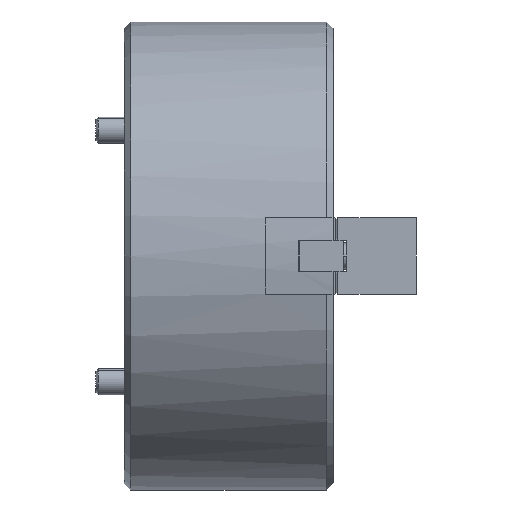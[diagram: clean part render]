
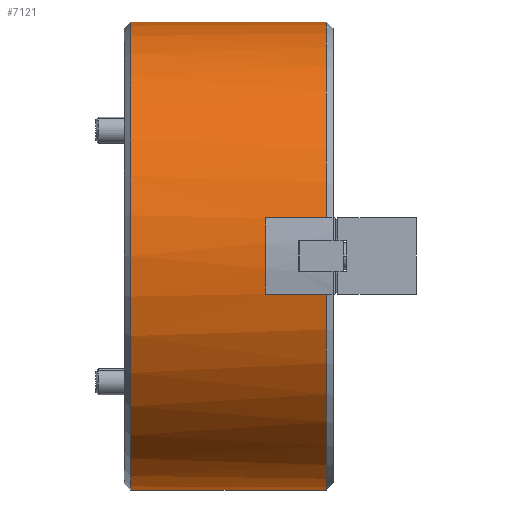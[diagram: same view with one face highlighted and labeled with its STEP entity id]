
A CAD part, front view. The second image highlights one B-rep face of the part: STEP entity #7121.
In plain terms, the highlighted cylindrical face has radius 107.5 mm (diameter 215 mm), a partial arc.
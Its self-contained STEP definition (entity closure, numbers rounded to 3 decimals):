
#220 = CARTESIAN_POINT ( 'NONE',  ( -3., 0., 0. ) ) ;
#517 = LINE ( 'NONE', #14260, #30450 ) ;
#594 = DIRECTION ( 'NONE',  ( 1., 0., 0. ) ) ;
#820 = VERTEX_POINT ( 'NONE', #3566 ) ;
#846 = DIRECTION ( 'NONE',  ( 0., 0., -1. ) ) ;
#889 = AXIS2_PLACEMENT_3D ( 'NONE', #25173, #16112, #846 ) ;
#1936 = DIRECTION ( 'NONE',  ( 0., 0., -1. ) ) ;
#1969 = CARTESIAN_POINT ( 'NONE',  ( -93., 0., -107.5 ) ) ;
#2215 = DIRECTION ( 'NONE',  ( 0., 0., -1. ) ) ;
#2446 = ORIENTED_EDGE ( 'NONE', *, *, #28903, .F. ) ;
#3140 = DIRECTION ( 'NONE',  ( 0., 0., -1. ) ) ;
#3371 = VECTOR ( 'NONE', #29840, 1000. ) ;
#3566 = CARTESIAN_POINT ( 'NONE',  ( -31., -106.066, -17.5 ) ) ;
#3718 = CARTESIAN_POINT ( 'NONE',  ( 0., 0., -107.5 ) ) ;
#4129 = ORIENTED_EDGE ( 'NONE', *, *, #9381, .T. ) ;
#4405 = ORIENTED_EDGE ( 'NONE', *, *, #23916, .T. ) ;
#4591 = VECTOR ( 'NONE', #26432, 1000. ) ;
#5504 = LINE ( 'NONE', #9086, #4591 ) ;
#6622 = ORIENTED_EDGE ( 'NONE', *, *, #27617, .T. ) ;
#6961 = AXIS2_PLACEMENT_3D ( 'NONE', #36919, #19604, #2215 ) ;
#7121 = ADVANCED_FACE ( 'NONE', ( #28515 ), #13130, .T. ) ;
#9086 = CARTESIAN_POINT ( 'NONE',  ( 0., -106.066, 17.5 ) ) ;
#9381 = EDGE_CURVE ( 'NONE', #9511, #24280, #20626, .T. ) ;
#9511 = VERTEX_POINT ( 'NONE', #16785 ) ;
#10715 = DIRECTION ( 'NONE',  ( 1., 0., 0. ) ) ;
#11099 = LINE ( 'NONE', #3718, #3371 ) ;
#12177 = CARTESIAN_POINT ( 'NONE',  ( 0., 0., 107.5 ) ) ;
#12225 = VERTEX_POINT ( 'NONE', #31928 ) ;
#13130 = CYLINDRICAL_SURFACE ( 'NONE', #889, 107.5 ) ;
#13900 = CIRCLE ( 'NONE', #6961, 107.5 ) ;
#14024 = ORIENTED_EDGE ( 'NONE', *, *, #22170, .T. ) ;
#14260 = CARTESIAN_POINT ( 'NONE',  ( 0., -106.066, -17.5 ) ) ;
#16112 = DIRECTION ( 'NONE',  ( 1., 0., 0. ) ) ;
#16701 = CARTESIAN_POINT ( 'NONE',  ( -3., 0., -107.5 ) ) ;
#16785 = CARTESIAN_POINT ( 'NONE',  ( -93., 0., 107.5 ) ) ;
#17797 = VERTEX_POINT ( 'NONE', #23204 ) ;
#19326 = DIRECTION ( 'NONE',  ( -1., 0., 0. ) ) ;
#19604 = DIRECTION ( 'NONE',  ( -1., 0., 0. ) ) ;
#20197 = DIRECTION ( 'NONE',  ( -1., 0., 0. ) ) ;
#20520 = DIRECTION ( 'NONE',  ( -1., 0., 0. ) ) ;
#20626 = CIRCLE ( 'NONE', #34500, 107.5 ) ;
#21188 = AXIS2_PLACEMENT_3D ( 'NONE', #36641, #19326, #1936 ) ;
#21966 = EDGE_CURVE ( 'NONE', #24280, #23266, #11099, .T. ) ;
#22170 = EDGE_CURVE ( 'NONE', #820, #17797, #33718, .T. ) ;
#23204 = CARTESIAN_POINT ( 'NONE',  ( -31., -106.066, 17.5 ) ) ;
#23266 = VERTEX_POINT ( 'NONE', #16701 ) ;
#23478 = EDGE_CURVE ( 'NONE', #17797, #31370, #5504, .T. ) ;
#23916 = EDGE_CURVE ( 'NONE', #31370, #12225, #36301, .T. ) ;
#24280 = VERTEX_POINT ( 'NONE', #1969 ) ;
#25033 = EDGE_LOOP ( 'NONE', ( #2446, #4129, #36160, #6622, #34695, #14024, #31140, #4405 ) ) ;
#25173 = CARTESIAN_POINT ( 'NONE',  ( 0., 0., 0. ) ) ;
#26432 = DIRECTION ( 'NONE',  ( 1., 0., 0. ) ) ;
#27352 = CARTESIAN_POINT ( 'NONE',  ( -3., -106.066, 17.5 ) ) ;
#27617 = EDGE_CURVE ( 'NONE', #23266, #28155, #13900, .T. ) ;
#28053 = DIRECTION ( 'NONE',  ( 0., 0., 1. ) ) ;
#28155 = VERTEX_POINT ( 'NONE', #28692 ) ;
#28515 = FACE_OUTER_BOUND ( 'NONE', #25033, .T. ) ;
#28692 = CARTESIAN_POINT ( 'NONE',  ( -3., -106.066, -17.5 ) ) ;
#28903 = EDGE_CURVE ( 'NONE', #9511, #12225, #32283, .T. ) ;
#29395 = EDGE_CURVE ( 'NONE', #28155, #820, #517, .T. ) ;
#29840 = DIRECTION ( 'NONE',  ( 1., 0., 0. ) ) ;
#30450 = VECTOR ( 'NONE', #20197, 1000. ) ;
#30962 = CARTESIAN_POINT ( 'NONE',  ( -93., 0., 0. ) ) ;
#31140 = ORIENTED_EDGE ( 'NONE', *, *, #23478, .T. ) ;
#31370 = VERTEX_POINT ( 'NONE', #27352 ) ;
#31383 = VECTOR ( 'NONE', #594, 1000. ) ;
#31928 = CARTESIAN_POINT ( 'NONE',  ( -3., 0., 107.5 ) ) ;
#32283 = LINE ( 'NONE', #12177, #31383 ) ;
#33718 = CIRCLE ( 'NONE', #21188, 107.5 ) ;
#34500 = AXIS2_PLACEMENT_3D ( 'NONE', #30962, #10715, #28053 ) ;
#34695 = ORIENTED_EDGE ( 'NONE', *, *, #29395, .T. ) ;
#36160 = ORIENTED_EDGE ( 'NONE', *, *, #21966, .T. ) ;
#36301 = CIRCLE ( 'NONE', #37207, 107.5 ) ;
#36641 = CARTESIAN_POINT ( 'NONE',  ( -31., 0., 0. ) ) ;
#36919 = CARTESIAN_POINT ( 'NONE',  ( -3., 0., 0. ) ) ;
#37207 = AXIS2_PLACEMENT_3D ( 'NONE', #220, #20520, #3140 ) ;
